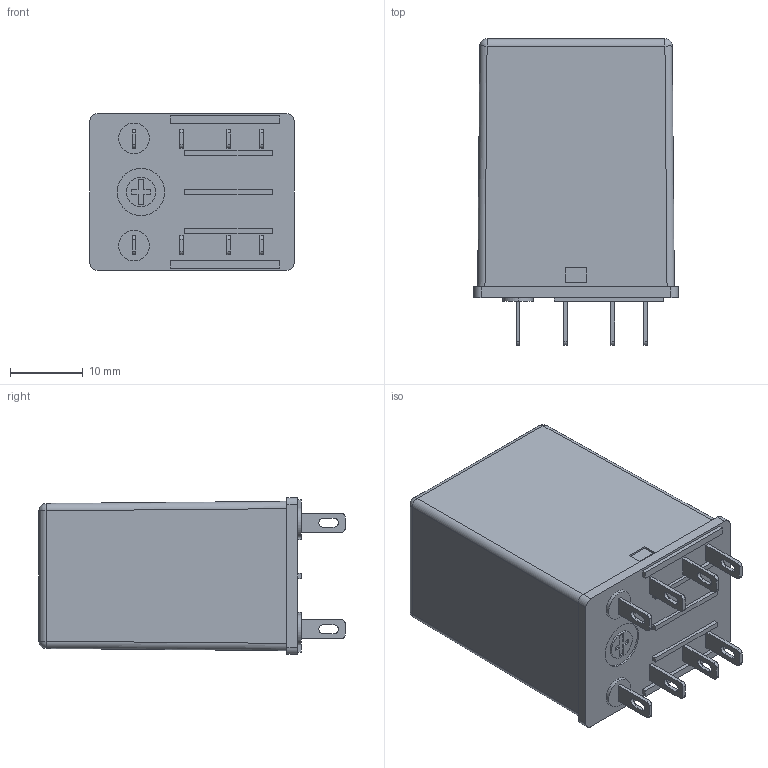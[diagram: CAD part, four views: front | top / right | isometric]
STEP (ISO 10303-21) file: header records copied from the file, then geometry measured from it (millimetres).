
FILE_DESCRIPTION (( 'STEP AP214' ), '1' );
FILE_NAME ('QM2N1-A120.STEP', '2013-12-02T17:25:05', ( '' ), ( '' ), 'SwSTEP 2.0', 'SolidWorks 2013', '' );
FILE_SCHEMA (( 'AUTOMOTIVE_DESIGN' ));
Length unit declared in the file: millimetre
Products named in the file (1): QM2N1-A120
Bounding box: 28 x 42 x 21.5 mm (x, y, z)
Volume: 19242.2 mm3; surface area: 4802.2 mm2
Topology: 1 solids, 1 shells, 183 faces, 472 edges, 308 vertices
Faces by surface type: plane 119, cylinder 60, sphere 4
Entity records: 7601 total; most frequent: CARTESIAN_POINT 972, DIRECTION 948, ORIENTED_EDGE 936, EDGE_CURVE 468, LINE 348, VECTOR 348, VERTEX_POINT 308, AXIS2_PLACEMENT_3D 300
